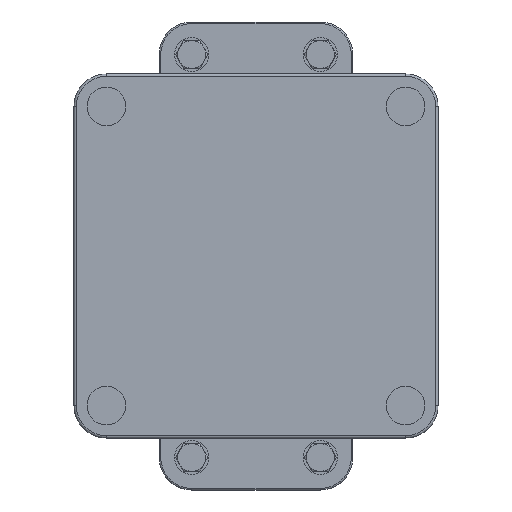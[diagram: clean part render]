
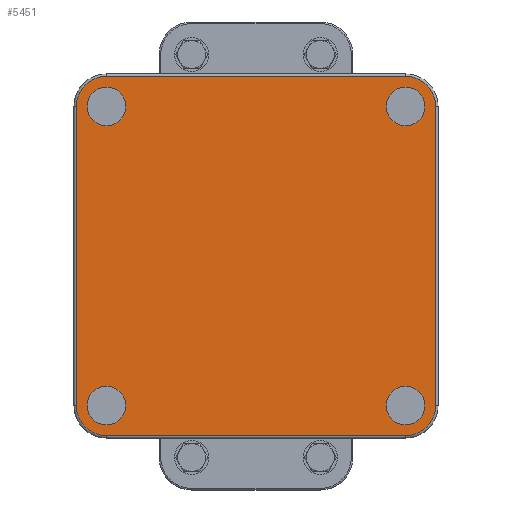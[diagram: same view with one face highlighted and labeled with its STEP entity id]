
A CAD part, front view. The second image highlights one B-rep face of the part: STEP entity #5451.
In plain terms, the highlighted planar face has unit normal (0, -1, 0).
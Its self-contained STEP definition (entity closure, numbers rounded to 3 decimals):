
#237=FACE_BOUND('',#1089,.T.);
#238=FACE_BOUND('',#1090,.T.);
#239=FACE_BOUND('',#1091,.T.);
#240=FACE_BOUND('',#1092,.T.);
#448=PLANE('',#6019);
#689=FACE_OUTER_BOUND('',#1088,.T.);
#1088=EDGE_LOOP('',(#4043,#4044,#4045,#4046,#4047,#4048,#4049,#4050));
#1089=EDGE_LOOP('',(#4051));
#1090=EDGE_LOOP('',(#4052));
#1091=EDGE_LOOP('',(#4053));
#1092=EDGE_LOOP('',(#4054));
#1445=LINE('',#8907,#1716);
#1446=LINE('',#8911,#1717);
#1447=LINE('',#8915,#1718);
#1448=LINE('',#8918,#1719);
#1716=VECTOR('',#7169,10.);
#1717=VECTOR('',#7172,10.);
#1718=VECTOR('',#7175,10.);
#1719=VECTOR('',#7178,10.);
#1952=CIRCLE('',#5919,25.);
#1954=CIRCLE('',#5923,25.);
#1956=CIRCLE('',#5927,25.);
#1958=CIRCLE('',#5931,25.);
#2006=CIRCLE('',#6020,39.);
#2007=CIRCLE('',#6021,39.);
#2008=CIRCLE('',#6022,39.);
#2009=CIRCLE('',#6023,39.);
#2324=VERTEX_POINT('',#8587);
#2326=VERTEX_POINT('',#8594);
#2328=VERTEX_POINT('',#8601);
#2330=VERTEX_POINT('',#8608);
#2386=VERTEX_POINT('',#8903);
#2387=VERTEX_POINT('',#8904);
#2388=VERTEX_POINT('',#8906);
#2389=VERTEX_POINT('',#8908);
#2390=VERTEX_POINT('',#8910);
#2391=VERTEX_POINT('',#8912);
#2392=VERTEX_POINT('',#8914);
#2393=VERTEX_POINT('',#8916);
#2863=EDGE_CURVE('',#2324,#2324,#1952,.T.);
#2866=EDGE_CURVE('',#2326,#2326,#1954,.T.);
#2869=EDGE_CURVE('',#2328,#2328,#1956,.T.);
#2872=EDGE_CURVE('',#2330,#2330,#1958,.T.);
#2966=EDGE_CURVE('',#2386,#2387,#2006,.T.);
#2967=EDGE_CURVE('',#2388,#2386,#1445,.T.);
#2968=EDGE_CURVE('',#2389,#2388,#2007,.T.);
#2969=EDGE_CURVE('',#2390,#2389,#1446,.T.);
#2970=EDGE_CURVE('',#2391,#2390,#2008,.T.);
#2971=EDGE_CURVE('',#2392,#2391,#1447,.T.);
#2972=EDGE_CURVE('',#2393,#2392,#2009,.T.);
#2973=EDGE_CURVE('',#2387,#2393,#1448,.T.);
#4043=ORIENTED_EDGE('',*,*,#2966,.F.);
#4044=ORIENTED_EDGE('',*,*,#2967,.F.);
#4045=ORIENTED_EDGE('',*,*,#2968,.F.);
#4046=ORIENTED_EDGE('',*,*,#2969,.F.);
#4047=ORIENTED_EDGE('',*,*,#2970,.F.);
#4048=ORIENTED_EDGE('',*,*,#2971,.F.);
#4049=ORIENTED_EDGE('',*,*,#2972,.F.);
#4050=ORIENTED_EDGE('',*,*,#2973,.F.);
#4051=ORIENTED_EDGE('',*,*,#2863,.T.);
#4052=ORIENTED_EDGE('',*,*,#2866,.T.);
#4053=ORIENTED_EDGE('',*,*,#2869,.T.);
#4054=ORIENTED_EDGE('',*,*,#2872,.T.);
#5451=ADVANCED_FACE('',(#689,#237,#238,#239,#240),#448,.T.);
#5919=AXIS2_PLACEMENT_3D('',#8588,#6924,#6925);
#5923=AXIS2_PLACEMENT_3D('',#8595,#6933,#6934);
#5927=AXIS2_PLACEMENT_3D('',#8602,#6942,#6943);
#5931=AXIS2_PLACEMENT_3D('',#8609,#6951,#6952);
#6019=AXIS2_PLACEMENT_3D('',#8902,#7165,#7166);
#6020=AXIS2_PLACEMENT_3D('',#8905,#7167,#7168);
#6021=AXIS2_PLACEMENT_3D('',#8909,#7170,#7171);
#6022=AXIS2_PLACEMENT_3D('',#8913,#7173,#7174);
#6023=AXIS2_PLACEMENT_3D('',#8917,#7176,#7177);
#6924=DIRECTION('center_axis',(0.,1.,0.));
#6925=DIRECTION('ref_axis',(0.782,0.,0.623));
#6933=DIRECTION('center_axis',(0.,1.,0.));
#6934=DIRECTION('ref_axis',(0.782,0.,0.623));
#6942=DIRECTION('center_axis',(0.,1.,0.));
#6943=DIRECTION('ref_axis',(0.782,0.,0.623));
#6951=DIRECTION('center_axis',(0.,1.,0.));
#6952=DIRECTION('ref_axis',(0.782,0.,0.623));
#7165=DIRECTION('center_axis',(0.,-1.,0.));
#7166=DIRECTION('ref_axis',(0.,0.,-1.));
#7167=DIRECTION('center_axis',(0.,1.,0.));
#7168=DIRECTION('ref_axis',(-0.707,0.,0.707));
#7169=DIRECTION('',(0.,0.,1.));
#7170=DIRECTION('center_axis',(0.,1.,0.));
#7171=DIRECTION('ref_axis',(-0.707,0.,-0.707));
#7172=DIRECTION('',(-1.,0.,0.));
#7173=DIRECTION('center_axis',(0.,1.,0.));
#7174=DIRECTION('ref_axis',(0.707,0.,-0.707));
#7175=DIRECTION('',(0.,0.,-1.));
#7176=DIRECTION('center_axis',(0.,1.,0.));
#7177=DIRECTION('ref_axis',(0.707,0.,0.707));
#7178=DIRECTION('',(1.,0.,0.));
#8587=CARTESIAN_POINT('',(-61.547,0.,26.415));
#8588=CARTESIAN_POINT('Origin',(-42.,0.,42.));
#8594=CARTESIAN_POINT('',(-447.547,0.,26.415));
#8595=CARTESIAN_POINT('Origin',(-428.,0.,42.));
#8601=CARTESIAN_POINT('',(-447.547,0.,412.415));
#8602=CARTESIAN_POINT('Origin',(-428.,0.,428.));
#8608=CARTESIAN_POINT('',(-61.547,0.,412.415));
#8609=CARTESIAN_POINT('Origin',(-42.,0.,428.));
#8902=CARTESIAN_POINT('Origin',(-235.,0.,235.));
#8903=CARTESIAN_POINT('',(-467.,0.,428.));
#8904=CARTESIAN_POINT('',(-428.,0.,467.));
#8905=CARTESIAN_POINT('Origin',(-428.,0.,428.));
#8906=CARTESIAN_POINT('',(-467.,0.,42.));
#8907=CARTESIAN_POINT('',(-467.,0.,138.5));
#8908=CARTESIAN_POINT('',(-428.,0.,3.));
#8909=CARTESIAN_POINT('Origin',(-428.,0.,42.));
#8910=CARTESIAN_POINT('',(-42.,0.,3.));
#8911=CARTESIAN_POINT('',(-138.5,0.,3.));
#8912=CARTESIAN_POINT('',(-3.,0.,42.));
#8913=CARTESIAN_POINT('Origin',(-42.,0.,42.));
#8914=CARTESIAN_POINT('',(-3.,0.,428.));
#8915=CARTESIAN_POINT('',(-3.,0.,331.5));
#8916=CARTESIAN_POINT('',(-42.,0.,467.));
#8917=CARTESIAN_POINT('Origin',(-42.,0.,428.));
#8918=CARTESIAN_POINT('',(-331.5,0.,467.));
